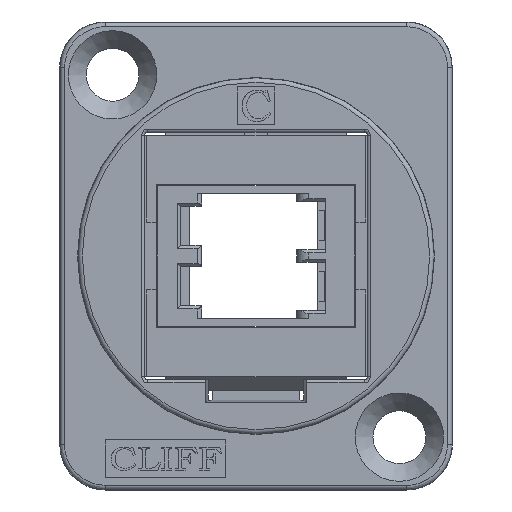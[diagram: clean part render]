
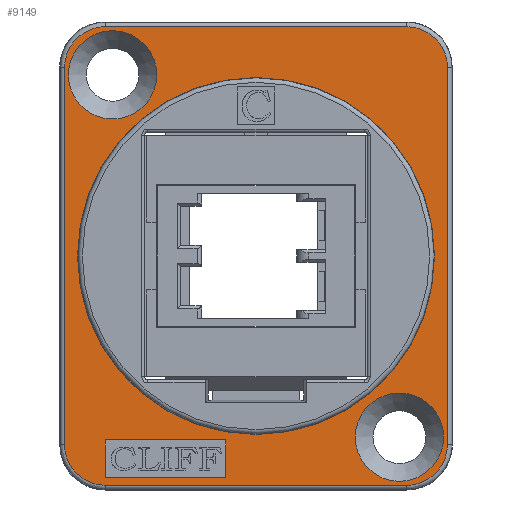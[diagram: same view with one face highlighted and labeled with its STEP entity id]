
A CAD part, front view. The second image highlights one B-rep face of the part: STEP entity #9149.
In plain terms, the highlighted planar face has unit normal (0, -1, 0).
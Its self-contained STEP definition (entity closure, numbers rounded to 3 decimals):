
#27=FACE_BOUND('',#3229,.T.);
#28=FACE_BOUND('',#3230,.T.);
#29=FACE_BOUND('',#3231,.T.);
#30=FACE_BOUND('',#3232,.T.);
#132=ELLIPSE('',#9670,2.7,2.7);
#133=ELLIPSE('',#9671,2.7,2.7);
#134=ELLIPSE('',#9672,2.7,2.7);
#135=ELLIPSE('',#9673,2.7,2.7);
#304=PLANE('',#9669);
#901=LINE('',#14497,#1893);
#905=LINE('',#14505,#1897);
#908=LINE('',#14511,#1900);
#911=LINE('',#14516,#1903);
#945=LINE('',#14625,#1937);
#946=LINE('',#14629,#1938);
#947=LINE('',#14633,#1939);
#948=LINE('',#14636,#1940);
#1893=VECTOR('',#10848,2.5);
#1897=VECTOR('',#10854,8.);
#1900=VECTOR('',#10859,2.5);
#1903=VECTOR('',#10864,8.);
#1937=VECTOR('',#10962,24.965);
#1938=VECTOR('',#10965,19.965);
#1939=VECTOR('',#10968,24.965);
#1940=VECTOR('',#10971,19.965);
#2758=FACE_OUTER_BOUND('',#3228,.T.);
#3228=EDGE_LOOP('',(#7127,#7128,#7129,#7130,#7131,#7132,#7133,#7134));
#3229=EDGE_LOOP('',(#7135,#7136,#7137,#7138));
#3230=EDGE_LOOP('',(#7139));
#3231=EDGE_LOOP('',(#7140));
#3232=EDGE_LOOP('',(#7141));
#3619=CIRCLE('',#9456,11.823);
#3668=CIRCLE('',#9674,2.925);
#3669=CIRCLE('',#9675,2.925);
#3807=VERTEX_POINT('',#12481);
#4131=VERTEX_POINT('',#14495);
#4132=VERTEX_POINT('',#14496);
#4135=VERTEX_POINT('',#14504);
#4137=VERTEX_POINT('',#14510);
#4166=VERTEX_POINT('',#14621);
#4167=VERTEX_POINT('',#14622);
#4168=VERTEX_POINT('',#14624);
#4169=VERTEX_POINT('',#14626);
#4170=VERTEX_POINT('',#14628);
#4171=VERTEX_POINT('',#14630);
#4172=VERTEX_POINT('',#14632);
#4173=VERTEX_POINT('',#14634);
#4174=VERTEX_POINT('',#14637);
#4175=VERTEX_POINT('',#14639);
#4672=EDGE_CURVE('',#3807,#3807,#3619,.T.);
#5179=EDGE_CURVE('',#4131,#4132,#901,.T.);
#5183=EDGE_CURVE('',#4135,#4131,#905,.T.);
#5186=EDGE_CURVE('',#4137,#4135,#908,.T.);
#5189=EDGE_CURVE('',#4132,#4137,#911,.T.);
#5238=EDGE_CURVE('',#4166,#4167,#132,.T.);
#5239=EDGE_CURVE('',#4168,#4166,#945,.T.);
#5240=EDGE_CURVE('',#4169,#4168,#133,.T.);
#5241=EDGE_CURVE('',#4170,#4169,#946,.T.);
#5242=EDGE_CURVE('',#4171,#4170,#134,.T.);
#5243=EDGE_CURVE('',#4172,#4171,#947,.T.);
#5244=EDGE_CURVE('',#4173,#4172,#135,.T.);
#5245=EDGE_CURVE('',#4167,#4173,#948,.T.);
#5246=EDGE_CURVE('',#4174,#4174,#3668,.T.);
#5247=EDGE_CURVE('',#4175,#4175,#3669,.T.);
#7127=ORIENTED_EDGE('',*,*,#5238,.F.);
#7128=ORIENTED_EDGE('',*,*,#5239,.F.);
#7129=ORIENTED_EDGE('',*,*,#5240,.F.);
#7130=ORIENTED_EDGE('',*,*,#5241,.F.);
#7131=ORIENTED_EDGE('',*,*,#5242,.F.);
#7132=ORIENTED_EDGE('',*,*,#5243,.F.);
#7133=ORIENTED_EDGE('',*,*,#5244,.F.);
#7134=ORIENTED_EDGE('',*,*,#5245,.F.);
#7135=ORIENTED_EDGE('',*,*,#5179,.T.);
#7136=ORIENTED_EDGE('',*,*,#5189,.T.);
#7137=ORIENTED_EDGE('',*,*,#5186,.T.);
#7138=ORIENTED_EDGE('',*,*,#5183,.T.);
#7139=ORIENTED_EDGE('',*,*,#4672,.T.);
#7140=ORIENTED_EDGE('',*,*,#5246,.T.);
#7141=ORIENTED_EDGE('',*,*,#5247,.T.);
#9149=ADVANCED_FACE('',(#2758,#27,#28,#29,#30),#304,.T.);
#9456=AXIS2_PLACEMENT_3D('',#12482,#10138,#10139);
#9669=AXIS2_PLACEMENT_3D('',#14620,#10958,#10959);
#9670=AXIS2_PLACEMENT_3D('',#14623,#10960,#10961);
#9671=AXIS2_PLACEMENT_3D('',#14627,#10963,#10964);
#9672=AXIS2_PLACEMENT_3D('',#14631,#10966,#10967);
#9673=AXIS2_PLACEMENT_3D('',#14635,#10969,#10970);
#9674=AXIS2_PLACEMENT_3D('',#14638,#10972,#10973);
#9675=AXIS2_PLACEMENT_3D('',#14640,#10974,#10975);
#10138=DIRECTION('center_axis',(0.,1.,0.));
#10139=DIRECTION('ref_axis',(-1.,0.,0.));
#10848=DIRECTION('',(0.,0.,1.));
#10854=DIRECTION('',(-1.,0.,0.));
#10859=DIRECTION('',(0.,0.,-1.));
#10864=DIRECTION('',(1.,0.,0.));
#10958=DIRECTION('center_axis',(0.,-1.,0.));
#10959=DIRECTION('ref_axis',(1.,0.,0.));
#10960=DIRECTION('center_axis',(0.,1.,0.));
#10961=DIRECTION('ref_axis',(-0.707,0.,0.707));
#10962=DIRECTION('',(0.,0.,1.));
#10963=DIRECTION('center_axis',(0.,1.,0.));
#10964=DIRECTION('ref_axis',(-0.707,0.,-0.707));
#10965=DIRECTION('',(-1.,0.,0.));
#10966=DIRECTION('center_axis',(0.,1.,0.));
#10967=DIRECTION('ref_axis',(0.707,0.,-0.707));
#10968=DIRECTION('',(0.,0.,-1.));
#10969=DIRECTION('center_axis',(0.,1.,0.));
#10970=DIRECTION('ref_axis',(0.707,0.,0.707));
#10971=DIRECTION('',(1.,0.,0.));
#10972=DIRECTION('center_axis',(0.,1.,0.));
#10973=DIRECTION('ref_axis',(1.,0.,0.));
#10974=DIRECTION('center_axis',(0.,1.,0.));
#10975=DIRECTION('ref_axis',(1.,0.,0.));
#12481=CARTESIAN_POINT('',(11.823,-2.3,0.));
#12482=CARTESIAN_POINT('Origin',(0.,-2.3,0.));
#14495=CARTESIAN_POINT('',(-10.,-2.3,-14.683));
#14496=CARTESIAN_POINT('',(-10.,-2.3,-12.183));
#14497=CARTESIAN_POINT('',(-10.,-2.3,-7.341));
#14504=CARTESIAN_POINT('',(-2.,-2.3,-14.683));
#14505=CARTESIAN_POINT('',(-1.,-2.3,-14.683));
#14510=CARTESIAN_POINT('',(-2.,-2.3,-12.183));
#14511=CARTESIAN_POINT('',(-2.,-2.3,-6.091));
#14516=CARTESIAN_POINT('',(-5.,-2.3,-12.183));
#14620=CARTESIAN_POINT('Origin',(0.,-2.3,
0.));
#14621=CARTESIAN_POINT('',(-12.683,-2.3,12.483));
#14622=CARTESIAN_POINT('',(-9.983,-2.3,15.183));
#14623=CARTESIAN_POINT('Origin',(-9.982,-2.3,12.482));
#14624=CARTESIAN_POINT('',(-12.683,-2.3,-12.483));
#14625=CARTESIAN_POINT('',(-12.683,-2.3,-7.75));
#14626=CARTESIAN_POINT('',(-9.983,-2.3,-15.183));
#14627=CARTESIAN_POINT('Origin',(-9.982,-2.3,-12.482));
#14628=CARTESIAN_POINT('',(9.983,-2.3,-15.183));
#14629=CARTESIAN_POINT('',(6.5,-2.3,-15.183));
#14630=CARTESIAN_POINT('',(12.683,-2.3,-12.483));
#14631=CARTESIAN_POINT('Origin',(9.982,-2.3,-12.482));
#14632=CARTESIAN_POINT('',(12.683,-2.3,12.483));
#14633=CARTESIAN_POINT('',(12.683,-2.3,7.75));
#14634=CARTESIAN_POINT('',(9.983,-2.3,15.183));
#14635=CARTESIAN_POINT('Origin',(9.982,-2.3,12.482));
#14636=CARTESIAN_POINT('',(-6.5,-2.3,15.183));
#14637=CARTESIAN_POINT('',(6.575,-2.3,-12.));
#14638=CARTESIAN_POINT('Origin',(9.5,-2.3,-12.));
#14639=CARTESIAN_POINT('',(-12.425,-2.3,12.));
#14640=CARTESIAN_POINT('Origin',(-9.5,-2.3,12.));
